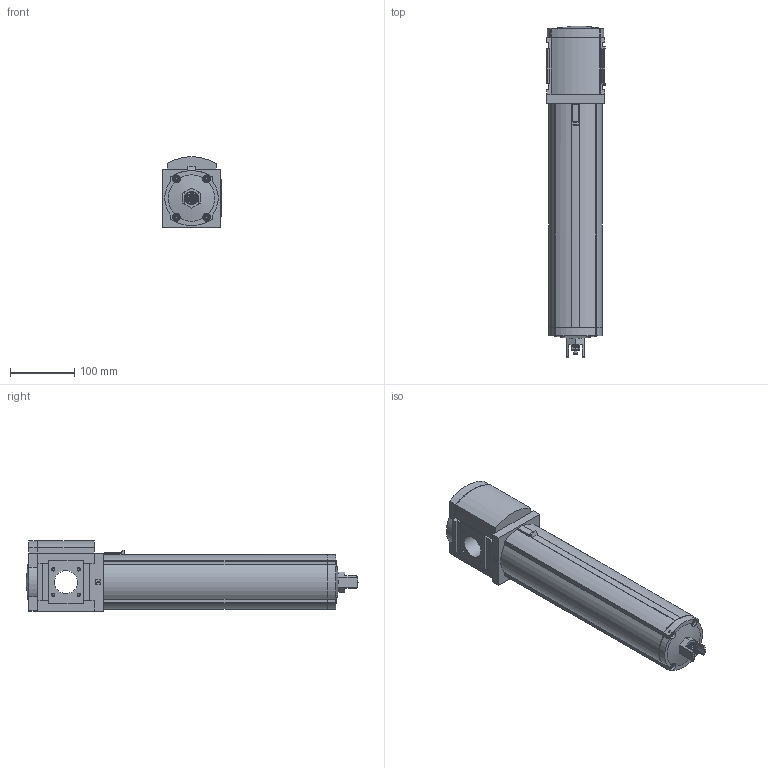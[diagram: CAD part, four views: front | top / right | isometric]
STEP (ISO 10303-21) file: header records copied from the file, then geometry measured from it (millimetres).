
FILE_DESCRIPTION(/* description */ ('STEP AP214'),/* implementation_level */ '2;1');
FILE_NAME(/* name */ '564043_MS9-LFM-G-BUM-HF',/* time_stamp */ '2024-09-11T16:29:58+02:00',/* author */ ('License CC BY-ND 4.0'),/* organization */ ('CADENAS'),/* preprocessor_version */ 'ST-DEVELOPER v19.3',/* originating_system */ 'PARTsolutions',/* authorisation */ ' ');
FILE_SCHEMA (('AUTOMOTIVE_DESIGN {1 0 10303 214 3 1 1}'));
Length unit declared in the file: millimetre
Products named in the file (3): 564043 MS9-LFM-G-BUM-HF; 552940 MS-LFM0MHF-; 707201 MS9
Assembly tree (2 placements, depth 2):
  564043 MS9-LFM-G-BUM-HF
    552940 MS-LFM0MHF-
    707201 MS9
Bounding box: 91.5 x 515 x 108.79 mm (x, y, z)
Volume: 2993845.9 mm3; surface area: 202555.5 mm2
Topology: 2 solids, 2 shells, 509 faces, 1300 edges, 851 vertices
Faces by surface type: plane 261, cylinder 178, cone 47, torus 21, sphere 2
Full cylindrical faces by diameter (mm): 3 x1, 4.134 x8, 5 x1, 6 x2, 9 x1, 9.728 x1, 10 x4, 11 x4, 11.5 x4, 12 x4, 12.6 x1, 13 x2, 18.631 x1, 36 x1, 71.8 x1
Entity records: 18692 total; most frequent: CARTESIAN_POINT 3022, DIRECTION 2547, ORIENTED_EDGE 2448, EDGE_CURVE 1224, AXIS2_PLACEMENT_3D 935, VERTEX_POINT 838, LINE 677, VECTOR 677
